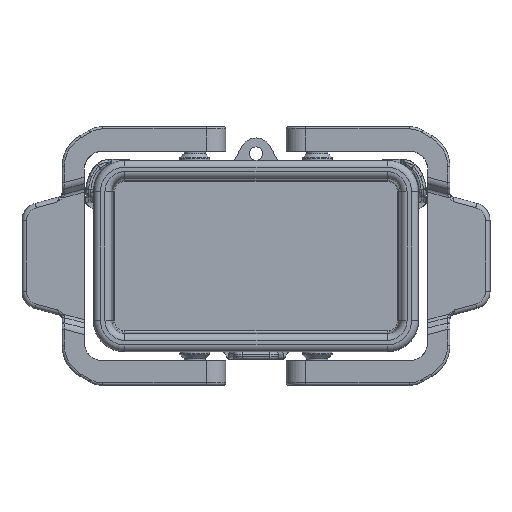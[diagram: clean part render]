
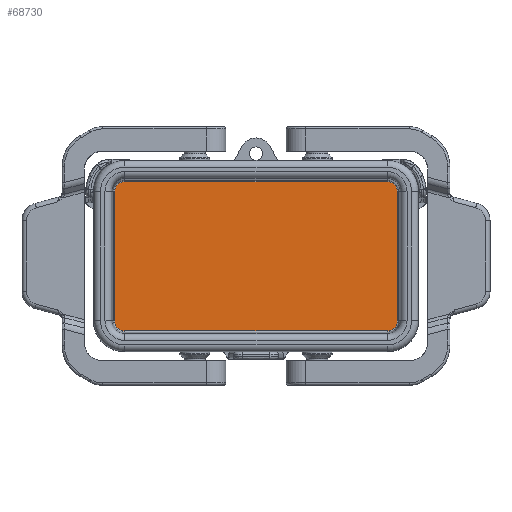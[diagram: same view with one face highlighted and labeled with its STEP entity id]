
A CAD part, top view. The second image highlights one B-rep face of the part: STEP entity #68730.
In plain terms, the highlighted planar face has unit normal (0, 0, 1).
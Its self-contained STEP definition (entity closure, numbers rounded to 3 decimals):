
#9350=CARTESIAN_POINT('',(-14.5,-55.217,-9.5));
#9360=VERTEX_POINT('',#9350);
#9390=CARTESIAN_POINT('',(-14.5,-55.217,-9.5));
#9400=DIRECTION('',(1.,0.,0.));
#9410=VECTOR('',#9400,1.);
#9420=LINE('',#9390,#9410);
#9430=CARTESIAN_POINT('',(14.5,-55.217,-9.5));
#9440=VERTEX_POINT('',#9430);
#9450=EDGE_CURVE('',#9360,#9440,#9420,.T.);
#9710=CARTESIAN_POINT('',(14.5,-53.,-9.5));
#9720=DIRECTION('',(0.,0.,1.));
#9730=DIRECTION('',(1.,0.,0.));
#9740=AXIS2_PLACEMENT_3D('',#9710,#9720,#9730);
#9750=CIRCLE('',#9740,2.217);
#9760=CARTESIAN_POINT('',(16.717,-53.,-9.5));
#9770=VERTEX_POINT('',#9760);
#9780=EDGE_CURVE('',#9440,#9770,#9750,.T.);
#10970=CARTESIAN_POINT('',(-16.717,-53.,-9.5));
#10980=VERTEX_POINT('',#10970);
#11010=CARTESIAN_POINT('',(-14.5,-53.,-9.5));
#11020=DIRECTION('',(0.,0.,-1.));
#11030=DIRECTION('',(-1.,0.,0.));
#11040=AXIS2_PLACEMENT_3D('',#11010,#11020,#11030);
#11050=CIRCLE('',#11040,2.217);
#11060=EDGE_CURVE('',#9360,#10980,#11050,.T.);
#12900=CARTESIAN_POINT('',(16.717,6.001,-9.5));
#12910=VERTEX_POINT('',#12900);
#12960=CARTESIAN_POINT('',(16.717,-99.999,-9.5));
#12970=DIRECTION('',(0.,1.,0.));
#12980=VECTOR('',#12970,1.);
#12990=LINE('',#12960,#12980);
#13000=EDGE_CURVE('',#9770,#12910,#12990,.T.);
#68300=CARTESIAN_POINT('',(18.389,13.741,
-9.5));
#68310=DIRECTION('',(0.,0.,-1.));
#68320=DIRECTION('',(1.,0.,0.));
#68330=AXIS2_PLACEMENT_3D('',#68300,#68310,#68320);
#68340=PLANE('',#68330);
#68350=ORIENTED_EDGE('',*,*,#13000,.T.);
#68360=ORIENTED_EDGE('',*,*,#9780,.T.);
#68370=ORIENTED_EDGE('',*,*,#9450,.T.);
#68380=ORIENTED_EDGE('',*,*,#11060,.F.);
#68390=CARTESIAN_POINT('',(-16.717,6.001,-9.5));
#68400=DIRECTION('',(0.,-1.,0.));
#68410=VECTOR('',#68400,1.);
#68420=LINE('',#68390,#68410);
#68430=CARTESIAN_POINT('',(-16.717,6.001,
-9.5));
#68440=VERTEX_POINT('',#68430);
#68450=EDGE_CURVE('',#68440,#10980,#68420,.T.);
#68460=ORIENTED_EDGE('',*,*,#68450,.T.);
#68470=CARTESIAN_POINT('',(-14.5,6.001,-9.5));
#68480=DIRECTION('',(0.,0.,1.));
#68490=DIRECTION('',(-1.,0.,0.));
#68500=AXIS2_PLACEMENT_3D('',#68470,#68480,#68490);
#68510=CIRCLE('',#68500,2.217);
#68520=CARTESIAN_POINT('',(-14.5,8.219,-9.5));
#68530=VERTEX_POINT('',#68520);
#68540=EDGE_CURVE('',#68530,#68440,#68510,.T.);
#68550=ORIENTED_EDGE('',*,*,#68540,.T.);
#68560=CARTESIAN_POINT('',(-14.5,8.219,-9.5));
#68570=DIRECTION('',(1.,0.,0.));
#68580=VECTOR('',#68570,1.);
#68590=LINE('',#68560,#68580);
#68600=CARTESIAN_POINT('',(14.5,8.219,-9.5));
#68610=VERTEX_POINT('',#68600);
#68620=EDGE_CURVE('',#68530,#68610,#68590,.T.);
#68630=ORIENTED_EDGE('',*,*,#68620,.F.);
#68640=CARTESIAN_POINT('',(14.5,6.001,-9.5));
#68650=DIRECTION('',(0.,0.,-1.));
#68660=DIRECTION('',(1.,0.,0.));
#68670=AXIS2_PLACEMENT_3D('',#68640,#68650,#68660);
#68680=CIRCLE('',#68670,2.217);
#68690=EDGE_CURVE('',#68610,#12910,#68680,.T.);
#68700=ORIENTED_EDGE('',*,*,#68690,.F.);
#68710=EDGE_LOOP('',(#68700,#68630,#68550,#68460,#68380,#68370,#68360,
#68350));
#68720=FACE_OUTER_BOUND('',#68710,.T.);
#68730=ADVANCED_FACE('',(#68720),#68340,.F.);
